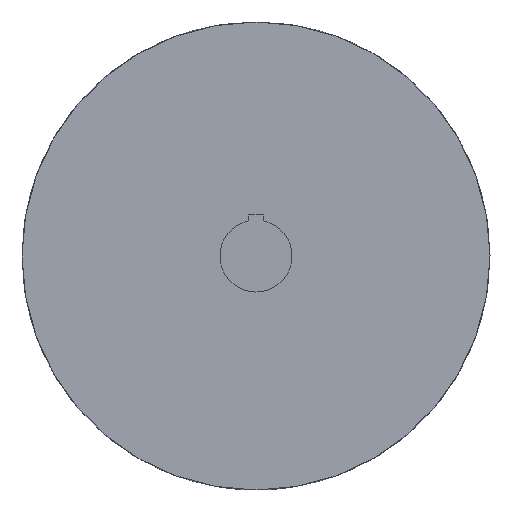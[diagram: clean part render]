
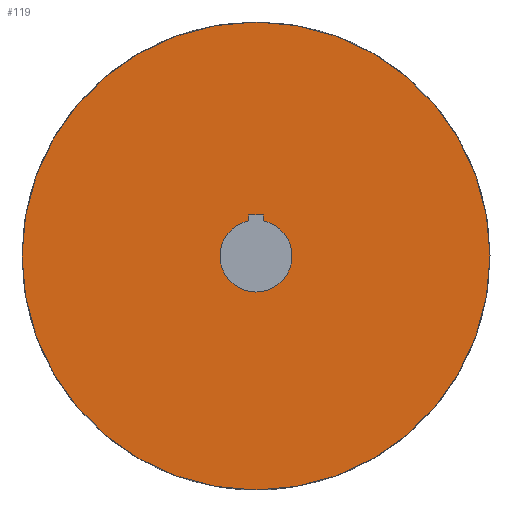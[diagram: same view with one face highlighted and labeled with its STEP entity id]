
A CAD part, left-side view. The second image highlights one B-rep face of the part: STEP entity #119.
In plain terms, the highlighted planar face has unit normal (-1, 0, 0).
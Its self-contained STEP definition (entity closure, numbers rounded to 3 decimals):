
#119=ADVANCED_FACE('',(#214,#215),#216,.T.);
#214=FACE_BOUND('',#338,.T.);
#215=FACE_OUTER_BOUND('',#339,.T.);
#216=PLANE('',#340);
#338=EDGE_LOOP('',(#694,#695,#696,#697,#698));
#339=EDGE_LOOP('',(#699,#700));
#340=AXIS2_PLACEMENT_3D('',#701,#702,#703);
#694=ORIENTED_EDGE('',*,*,#1005,.T.);
#695=ORIENTED_EDGE('',*,*,#1008,.T.);
#696=ORIENTED_EDGE('',*,*,#990,.T.);
#697=ORIENTED_EDGE('',*,*,#999,.T.);
#698=ORIENTED_EDGE('',*,*,#1002,.T.);
#699=ORIENTED_EDGE('',*,*,#1015,.T.);
#700=ORIENTED_EDGE('',*,*,#978,.T.);
#701=CARTESIAN_POINT('',(-45.0,0.0,0.0));
#702=DIRECTION('',(-1.0,0.0,0.0));
#703=DIRECTION('',(0.0,0.0,1.0));
#978=EDGE_CURVE('',#1199,#1196,#1200,.T.);
#990=EDGE_CURVE('',#1223,#1221,#1224,.T.);
#999=EDGE_CURVE('',#1221,#1236,#1237,.T.);
#1002=EDGE_CURVE('',#1236,#1241,#1242,.T.);
#1005=EDGE_CURVE('',#1241,#1246,#1247,.T.);
#1008=EDGE_CURVE('',#1246,#1223,#1251,.T.);
#1015=EDGE_CURVE('',#1196,#1199,#1262,.T.);
#1196=VERTEX_POINT('',#1773);
#1199=VERTEX_POINT('',#1777);
#1200=CIRCLE('',#1778,32.5);
#1221=VERTEX_POINT('',#1863);
#1223=VERTEX_POINT('',#1866);
#1224=CIRCLE('',#1867,5.0);
#1236=VERTEX_POINT('',#1983);
#1237=LINE('',#1984,#1985);
#1241=VERTEX_POINT('',#1991);
#1242=LINE('',#1992,#1993);
#1246=VERTEX_POINT('',#1999);
#1247=LINE('',#2000,#2001);
#1251=CIRCLE('',#2007,5.0);
#1262=CIRCLE('',#2046,32.5);
#1773=CARTESIAN_POINT('',(-45.0,0.0,-32.5));
#1777=CARTESIAN_POINT('',(-45.0,0.,32.5));
#1778=AXIS2_PLACEMENT_3D('',#2580,#2581,#2582);
#1863=CARTESIAN_POINT('',(-45.0,1.0,4.899));
#1866=CARTESIAN_POINT('',(-45.0,0.,-5.0));
#1867=AXIS2_PLACEMENT_3D('',#2599,#2600,#2601);
#1983=CARTESIAN_POINT('',(-45.0,1.0,5.7));
#1984=CARTESIAN_POINT('',(-45.0,1.0,1.425));
#1985=VECTOR('',#2605,1.0);
#1991=CARTESIAN_POINT('',(-45.0,-1.0,5.7));
#1992=CARTESIAN_POINT('',(-45.0,0.0,5.7));
#1993=VECTOR('',#2608,1.0);
#1999=CARTESIAN_POINT('',(-45.0,-1.0,4.899));
#2000=CARTESIAN_POINT('',(-45.0,-1.0,1.425));
#2001=VECTOR('',#2611,1.0);
#2007=AXIS2_PLACEMENT_3D('',#2614,#2615,#2616);
#2046=AXIS2_PLACEMENT_3D('',#2629,#2630,#2631);
#2580=CARTESIAN_POINT('',(-45.0,0.0,0.0));
#2581=DIRECTION('',(-1.0,0.0,0.0));
#2582=DIRECTION('',(0.0,0.0,-1.0));
#2599=CARTESIAN_POINT('',(-45.0,0.0,0.0));
#2600=DIRECTION('',(1.0,0.0,0.0));
#2601=DIRECTION('',(0.0,0.0,-1.0));
#2605=DIRECTION('',(0.0,-0.0,1.0));
#2608=DIRECTION('',(0.0,-1.0,0.0));
#2611=DIRECTION('',(0.0,0.0,-1.0));
#2614=CARTESIAN_POINT('',(-45.0,0.0,0.0));
#2615=DIRECTION('',(1.0,0.0,0.0));
#2616=DIRECTION('',(0.0,0.0,-1.0));
#2629=CARTESIAN_POINT('',(-45.0,0.0,0.0));
#2630=DIRECTION('',(-1.0,0.0,0.0));
#2631=DIRECTION('',(0.0,0.0,-1.0));
